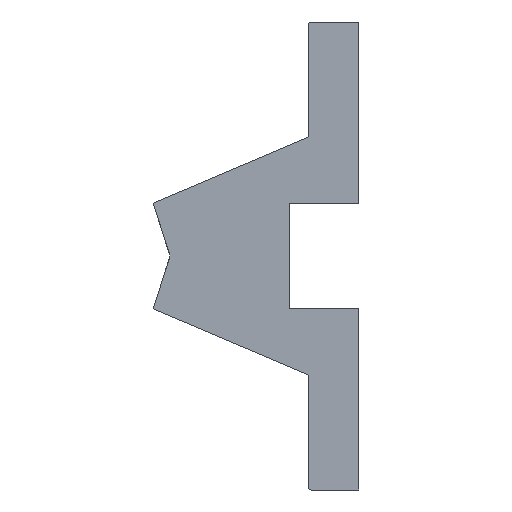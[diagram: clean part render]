
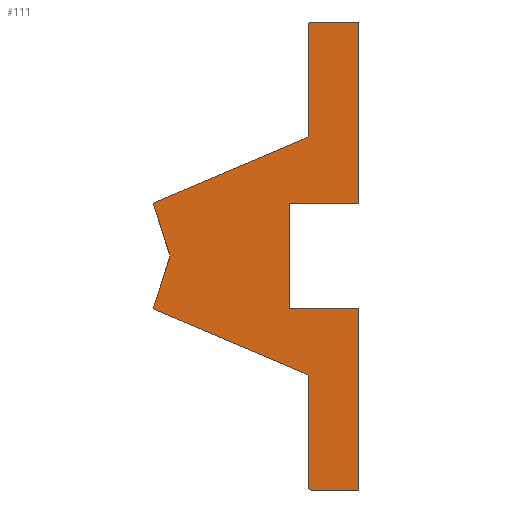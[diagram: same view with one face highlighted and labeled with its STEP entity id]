
A CAD part, left-side view. The second image highlights one B-rep face of the part: STEP entity #111.
In plain terms, the highlighted planar face has unit normal (-1, 0, 0).
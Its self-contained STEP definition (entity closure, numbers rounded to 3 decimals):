
#111 = ADVANCED_FACE( '', ( #200 ), #201, .F. );
#200 = FACE_OUTER_BOUND( '', #289, .T. );
#201 = PLANE( '', #290 );
#289 = EDGE_LOOP( '', ( #598, #599, #600, #601, #602, #603, #604, #605, #606, #607, #608, #609, #610, #611, #612, #613, #614 ) );
#290 = AXIS2_PLACEMENT_3D( '', #615, #616, #617 );
#598 = ORIENTED_EDGE( '', *, *, #725, .F. );
#599 = ORIENTED_EDGE( '', *, *, #684, .F. );
#600 = ORIENTED_EDGE( '', *, *, #688, .F. );
#601 = ORIENTED_EDGE( '', *, *, #691, .F. );
#602 = ORIENTED_EDGE( '', *, *, #694, .F. );
#603 = ORIENTED_EDGE( '', *, *, #696, .F. );
#604 = ORIENTED_EDGE( '', *, *, #678, .F. );
#605 = ORIENTED_EDGE( '', *, *, #671, .F. );
#606 = ORIENTED_EDGE( '', *, *, #699, .F. );
#607 = ORIENTED_EDGE( '', *, *, #702, .F. );
#608 = ORIENTED_EDGE( '', *, *, #705, .F. );
#609 = ORIENTED_EDGE( '', *, *, #708, .F. );
#610 = ORIENTED_EDGE( '', *, *, #711, .F. );
#611 = ORIENTED_EDGE( '', *, *, #714, .F. );
#612 = ORIENTED_EDGE( '', *, *, #717, .F. );
#613 = ORIENTED_EDGE( '', *, *, #720, .F. );
#614 = ORIENTED_EDGE( '', *, *, #723, .F. );
#615 = CARTESIAN_POINT( '', ( 0., 0., 0. ) );
#616 = DIRECTION( '', ( 1., 0., 0. ) );
#617 = DIRECTION( '', ( 0., 0., -1. ) );
#671 = EDGE_CURVE( '', #816, #818, #819, .T. );
#678 = EDGE_CURVE( '', #818, #826, #827, .T. );
#684 = EDGE_CURVE( '', #835, #837, #838, .T. );
#688 = EDGE_CURVE( '', #842, #835, #844, .T. );
#691 = EDGE_CURVE( '', #847, #842, #849, .T. );
#694 = EDGE_CURVE( '', #852, #847, #854, .T. );
#696 = EDGE_CURVE( '', #826, #852, #856, .T. );
#699 = EDGE_CURVE( '', #859, #816, #861, .T. );
#702 = EDGE_CURVE( '', #864, #859, #866, .T. );
#705 = EDGE_CURVE( '', #869, #864, #871, .T. );
#708 = EDGE_CURVE( '', #874, #869, #876, .T. );
#711 = EDGE_CURVE( '', #879, #874, #881, .T. );
#714 = EDGE_CURVE( '', #884, #879, #886, .T. );
#717 = EDGE_CURVE( '', #889, #884, #891, .T. );
#720 = EDGE_CURVE( '', #894, #889, #896, .T. );
#723 = EDGE_CURVE( '', #899, #894, #901, .T. );
#725 = EDGE_CURVE( '', #837, #899, #903, .T. );
#816 = VERTEX_POINT( '', #1014 );
#818 = VERTEX_POINT( '', #1017 );
#819 = LINE( '', #1018, #1019 );
#826 = VERTEX_POINT( '', #1029 );
#827 = LINE( '', #1030, #1031 );
#835 = VERTEX_POINT( '', #1042 );
#837 = VERTEX_POINT( '', #1045 );
#838 = LINE( '', #1046, #1047 );
#842 = VERTEX_POINT( '', #1052 );
#844 = CIRCLE( '', #1055, 0.5 );
#847 = VERTEX_POINT( '', #1059 );
#849 = LINE( '', #1062, #1063 );
#852 = VERTEX_POINT( '', #1066 );
#854 = CIRCLE( '', #1069, 0.5 );
#856 = LINE( '', #1072, #1073 );
#859 = VERTEX_POINT( '', #1077 );
#861 = LINE( '', #1080, #1081 );
#864 = VERTEX_POINT( '', #1084 );
#866 = CIRCLE( '', #1087, 0.5 );
#869 = VERTEX_POINT( '', #1091 );
#871 = LINE( '', #1094, #1095 );
#874 = VERTEX_POINT( '', #1098 );
#876 = CIRCLE( '', #1101, 0.5 );
#879 = VERTEX_POINT( '', #1105 );
#881 = LINE( '', #1108, #1109 );
#884 = VERTEX_POINT( '', #1113 );
#886 = LINE( '', #1116, #1117 );
#889 = VERTEX_POINT( '', #1121 );
#891 = LINE( '', #1124, #1125 );
#894 = VERTEX_POINT( '', #1129 );
#896 = LINE( '', #1132, #1133 );
#899 = VERTEX_POINT( '', #1137 );
#901 = LINE( '', #1140, #1141 );
#903 = LINE( '', #1144, #1145 );
#1014 = CARTESIAN_POINT( '', ( 0., 36.875, -9.5 ) );
#1017 = CARTESIAN_POINT( '', ( 0., 33.88, 0. ) );
#1018 = CARTESIAN_POINT( '', ( 0., 36.875, -9.5 ) );
#1019 = VECTOR( '', #1263, 1. );
#1029 = CARTESIAN_POINT( '', ( 0., 36.875, 9.5 ) );
#1030 = CARTESIAN_POINT( '', ( 0., 33.88, 0. ) );
#1031 = VECTOR( '', #1276, 1. );
#1042 = CARTESIAN_POINT( '', ( 0., 8.5, 42. ) );
#1045 = CARTESIAN_POINT( '', ( 0., 0., 42. ) );
#1046 = CARTESIAN_POINT( '', ( 0., 8.5, 42. ) );
#1047 = VECTOR( '', #1284, 1. );
#1052 = CARTESIAN_POINT( '', ( 0., 9., 41.5 ) );
#1055 = AXIS2_PLACEMENT_3D( '', #1290, #1291, #1292 );
#1059 = CARTESIAN_POINT( '', ( 0., 9., 21.663 ) );
#1062 = CARTESIAN_POINT( '', ( 0., 9., 21.663 ) );
#1063 = VECTOR( '', #1295, 1. );
#1066 = CARTESIAN_POINT( '', ( 0., 9.305, 21.203 ) );
#1069 = AXIS2_PLACEMENT_3D( '', #1300, #1301, #1302 );
#1072 = CARTESIAN_POINT( '', ( 0., 36.875, 9.5 ) );
#1073 = VECTOR( '', #1304, 1. );
#1077 = CARTESIAN_POINT( '', ( 0., 9.305, -21.203 ) );
#1080 = CARTESIAN_POINT( '', ( 0., 9.305, -21.203 ) );
#1081 = VECTOR( '', #1307, 1. );
#1084 = CARTESIAN_POINT( '', ( 0., 9., -21.663 ) );
#1087 = AXIS2_PLACEMENT_3D( '', #1312, #1313, #1314 );
#1091 = CARTESIAN_POINT( '', ( 0., 9., -41.5 ) );
#1094 = CARTESIAN_POINT( '', ( 0., 9., -41.5 ) );
#1095 = VECTOR( '', #1317, 1. );
#1098 = CARTESIAN_POINT( '', ( 0., 8.5, -42. ) );
#1101 = AXIS2_PLACEMENT_3D( '', #1322, #1323, #1324 );
#1105 = CARTESIAN_POINT( '', ( 0., 0., -42. ) );
#1108 = CARTESIAN_POINT( '', ( 0., 0., -42. ) );
#1109 = VECTOR( '', #1327, 1. );
#1113 = CARTESIAN_POINT( '', ( 0., 0., -9.5 ) );
#1116 = CARTESIAN_POINT( '', ( 0., 0., -9.5 ) );
#1117 = VECTOR( '', #1330, 1. );
#1121 = CARTESIAN_POINT( '', ( 0., 12.5, -9.5 ) );
#1124 = CARTESIAN_POINT( '', ( 0., 12.5, -9.5 ) );
#1125 = VECTOR( '', #1333, 1. );
#1129 = CARTESIAN_POINT( '', ( 0., 12.5, 9.5 ) );
#1132 = CARTESIAN_POINT( '', ( 0., 12.5, 9.5 ) );
#1133 = VECTOR( '', #1336, 1. );
#1137 = CARTESIAN_POINT( '', ( 0., 0., 9.5 ) );
#1140 = CARTESIAN_POINT( '', ( 0., 0., 9.5 ) );
#1141 = VECTOR( '', #1339, 1. );
#1144 = CARTESIAN_POINT( '', ( 0., 0., 42. ) );
#1145 = VECTOR( '', #1341, 1. );
#1263 = DIRECTION( '', ( 0., -0.301, 0.954 ) );
#1276 = DIRECTION( '', ( 0., 0.301, 0.954 ) );
#1284 = DIRECTION( '', ( 0., -1., 0. ) );
#1290 = CARTESIAN_POINT( '', ( 0., 8.5, 41.5 ) );
#1291 = DIRECTION( '', ( 1., 0., 0. ) );
#1292 = DIRECTION( '', ( 0., 1., 0. ) );
#1295 = DIRECTION( '', ( 0., 0., 1. ) );
#1300 = CARTESIAN_POINT( '', ( 0., 9.5, 21.663 ) );
#1301 = DIRECTION( '', ( -1., 0., 0. ) );
#1302 = DIRECTION( '', ( 0., -0.391, -0.921 ) );
#1304 = DIRECTION( '', ( 0., -0.921, 0.391 ) );
#1307 = DIRECTION( '', ( 0., 0.921, 0.391 ) );
#1312 = CARTESIAN_POINT( '', ( 0., 9.5, -21.663 ) );
#1313 = DIRECTION( '', ( -1., 0., 0. ) );
#1314 = DIRECTION( '', ( 0., -1., 0. ) );
#1317 = DIRECTION( '', ( 0., 0., 1. ) );
#1322 = CARTESIAN_POINT( '', ( 0., 8.5, -41.5 ) );
#1323 = DIRECTION( '', ( 1., 0., 0. ) );
#1324 = DIRECTION( '', ( 0., 0., -1. ) );
#1327 = DIRECTION( '', ( 0., 1., 0. ) );
#1330 = DIRECTION( '', ( 0., 0., -1. ) );
#1333 = DIRECTION( '', ( 0., -1., 0. ) );
#1336 = DIRECTION( '', ( 0., 0., -1. ) );
#1339 = DIRECTION( '', ( 0., 1., 0. ) );
#1341 = DIRECTION( '', ( 0., 0., -1. ) );
